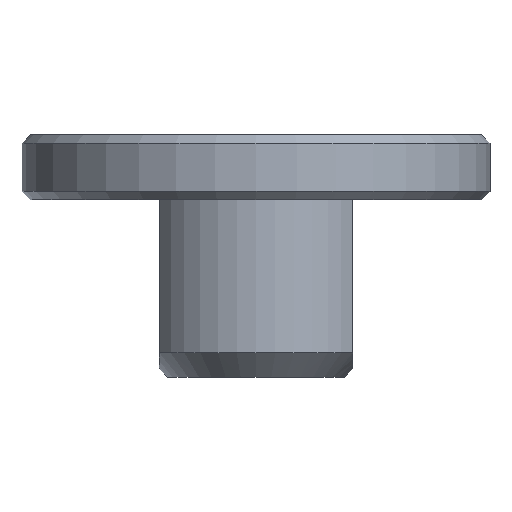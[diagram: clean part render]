
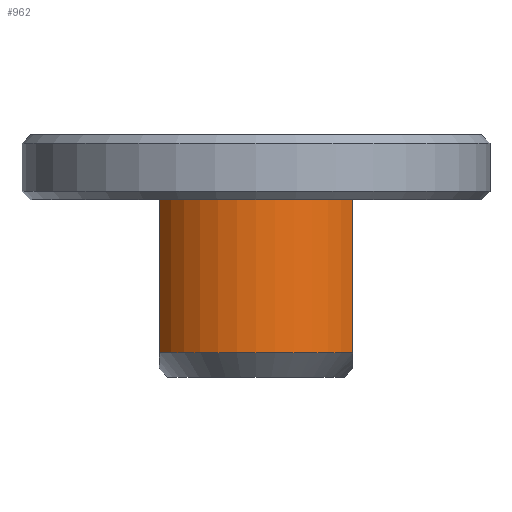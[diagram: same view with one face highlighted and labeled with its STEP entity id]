
A CAD part, front view. The second image highlights one B-rep face of the part: STEP entity #962.
In plain terms, the highlighted cylindrical face has radius 7 mm (diameter 14 mm), a partial arc.
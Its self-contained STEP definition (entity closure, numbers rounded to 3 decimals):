
#3 = CARTESIAN_POINT ( 'NONE',  ( 0., 0., -9.5 ) ) ;
#19 = AXIS2_PLACEMENT_3D ( 'NONE', #3, #1308, #589 ) ;
#186 = CARTESIAN_POINT ( 'NONE',  ( 0., 0., -11. ) ) ;
#240 = VERTEX_POINT ( 'NONE', #1453 ) ;
#241 = CARTESIAN_POINT ( 'NONE',  ( 6., -3.606, -11. ) ) ;
#272 = CIRCLE ( 'NONE', #527, 7. ) ;
#275 = ORIENTED_EDGE ( 'NONE', *, *, #971, .T. ) ;
#375 = LINE ( 'NONE', #241, #859 ) ;
#404 = DIRECTION ( 'NONE',  ( 0., 0., 1. ) ) ;
#462 = CIRCLE ( 'NONE', #19, 7. ) ;
#519 = CARTESIAN_POINT ( 'NONE',  ( 0., 0., 0. ) ) ;
#521 = VERTEX_POINT ( 'NONE', #1074 ) ;
#527 = AXIS2_PLACEMENT_3D ( 'NONE', #519, #806, #1387 ) ;
#553 = VERTEX_POINT ( 'NONE', #1092 ) ;
#589 = DIRECTION ( 'NONE',  ( -1., 0., 0. ) ) ;
#600 = DIRECTION ( 'NONE',  ( 0., 0., -1. ) ) ;
#648 = DIRECTION ( 'NONE',  ( 0., 0., 1. ) ) ;
#735 = EDGE_CURVE ( 'NONE', #553, #521, #1360, .T. ) ;
#755 = ORIENTED_EDGE ( 'NONE', *, *, #1218, .T. ) ;
#761 = VERTEX_POINT ( 'NONE', #1480 ) ;
#806 = DIRECTION ( 'NONE',  ( 0., 0., -1. ) ) ;
#837 = AXIS2_PLACEMENT_3D ( 'NONE', #186, #404, #1346 ) ;
#859 = VECTOR ( 'NONE', #600, 1000. ) ;
#896 = CYLINDRICAL_SURFACE ( 'NONE', #837, 7. ) ;
#962 = ADVANCED_FACE ( 'NONE', ( #1182 ), #896, .T. ) ;
#971 = EDGE_CURVE ( 'NONE', #240, #521, #272, .T. ) ;
#976 = ORIENTED_EDGE ( 'NONE', *, *, #735, .F. ) ;
#998 = EDGE_LOOP ( 'NONE', ( #1154, #275, #976, #755 ) ) ;
#1074 = CARTESIAN_POINT ( 'NONE',  ( -6., -3.606, 0. ) ) ;
#1092 = CARTESIAN_POINT ( 'NONE',  ( -6., -3.606, -9.5 ) ) ;
#1146 = VECTOR ( 'NONE', #648, 1000. ) ;
#1154 = ORIENTED_EDGE ( 'NONE', *, *, #1222, .F. ) ;
#1182 = FACE_OUTER_BOUND ( 'NONE', #998, .T. ) ;
#1218 = EDGE_CURVE ( 'NONE', #553, #761, #462, .T. ) ;
#1222 = EDGE_CURVE ( 'NONE', #240, #761, #375, .T. ) ;
#1308 = DIRECTION ( 'NONE',  ( 0., 0., 1. ) ) ;
#1346 = DIRECTION ( 'NONE',  ( 1., 0., 0. ) ) ;
#1360 = LINE ( 'NONE', #1486, #1146 ) ;
#1387 = DIRECTION ( 'NONE',  ( 1., 0., 0. ) ) ;
#1453 = CARTESIAN_POINT ( 'NONE',  ( 6., -3.606, 0. ) ) ;
#1480 = CARTESIAN_POINT ( 'NONE',  ( 6., -3.606, -9.5 ) ) ;
#1486 = CARTESIAN_POINT ( 'NONE',  ( -6., -3.606, -11. ) ) ;
